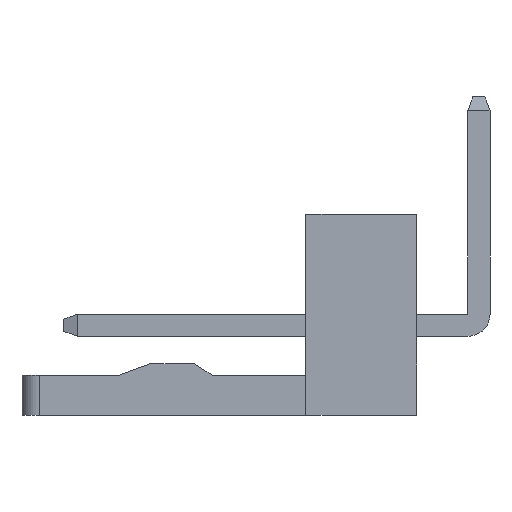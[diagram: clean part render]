
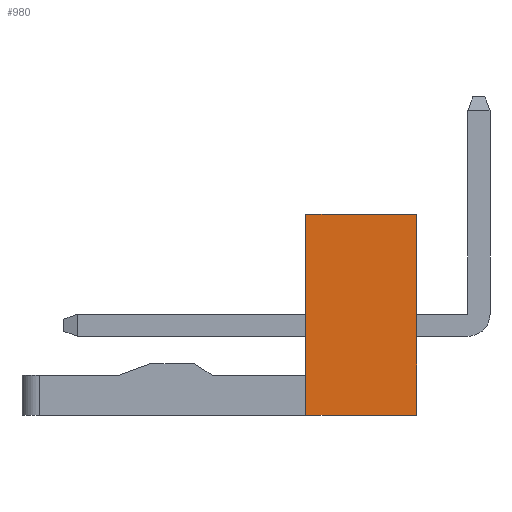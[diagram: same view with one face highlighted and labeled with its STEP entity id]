
A CAD part, left-side view. The second image highlights one B-rep face of the part: STEP entity #980.
In plain terms, the highlighted planar face has unit normal (-1, 0, 0).
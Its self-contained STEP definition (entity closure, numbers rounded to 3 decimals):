
#296 = CARTESIAN_POINT ( 'NONE',  ( 31.523, 42.349, 0. ) ) ;
#299 = DIRECTION ( 'NONE',  ( 0., -1., 0. ) ) ;
#300 = CARTESIAN_POINT ( 'NONE',  ( 31.523, 42.349, 0. ) ) ;
#302 = DIRECTION ( 'NONE',  ( 0., 1., 0. ) ) ;
#304 = CARTESIAN_POINT ( 'NONE',  ( 31.523, 53.751, -5.8 ) ) ;
#305 = DIRECTION ( 'NONE',  ( 0., 0., 1. ) ) ;
#307 = CARTESIAN_POINT ( 'NONE',  ( 31.523, 45.547, 0. ) ) ;
#316 = CARTESIAN_POINT ( 'NONE',  ( 31.523, 45.547, -5.8 ) ) ;
#465 = CARTESIAN_POINT ( 'NONE',  ( 31.523, 42.349, -5.8 ) ) ;
#506 = DIRECTION ( 'NONE',  ( 0., 0., -1. ) ) ;
#507 = DIRECTION ( 'NONE',  ( 1., 0., 0. ) ) ;
#512 = CARTESIAN_POINT ( 'NONE',  ( 31.523, 0., 0. ) ) ;
#513 = PLANE ( 'NONE',  #592 ) ;
#537 = VERTEX_POINT ( 'NONE', #1721 ) ;
#592 = AXIS2_PLACEMENT_3D ( 'NONE', #512, #507, #506 ) ;
#631 = EDGE_CURVE ( 'NONE', #962, #991, #1299, .T. ) ;
#736 = ORIENTED_EDGE ( 'NONE', *, *, #631, .F. ) ;
#746 = ORIENTED_EDGE ( 'NONE', *, *, #1566, .F. ) ;
#755 = ORIENTED_EDGE ( 'NONE', *, *, #1567, .F. ) ;
#756 = ORIENTED_EDGE ( 'NONE', *, *, #1565, .F. ) ;
#952 = VERTEX_POINT ( 'NONE', #316 ) ;
#962 = VERTEX_POINT ( 'NONE', #296 ) ;
#980 = ADVANCED_FACE ( 'NONE', ( #1380 ), #513, .F. ) ;
#991 = VERTEX_POINT ( 'NONE', #465 ) ;
#1087 = EDGE_LOOP ( 'NONE', ( #756, #746, #736, #755 ) ) ;
#1296 = VECTOR ( 'NONE', #1823, 1000. ) ;
#1299 = LINE ( 'NONE', #1802, #1296 ) ;
#1380 = FACE_OUTER_BOUND ( 'NONE', #1087, .T. ) ;
#1463 = LINE ( 'NONE', #307, #1466 ) ;
#1465 = LINE ( 'NONE', #304, #1468 ) ;
#1466 = VECTOR ( 'NONE', #305, 1000. ) ;
#1467 = LINE ( 'NONE', #300, #1470 ) ;
#1468 = VECTOR ( 'NONE', #302, 1000. ) ;
#1470 = VECTOR ( 'NONE', #299, 1000. ) ;
#1565 = EDGE_CURVE ( 'NONE', #952, #537, #1463, .T. ) ;
#1566 = EDGE_CURVE ( 'NONE', #991, #952, #1465, .T. ) ;
#1567 = EDGE_CURVE ( 'NONE', #537, #962, #1467, .T. ) ;
#1721 = CARTESIAN_POINT ( 'NONE',  ( 31.523, 45.547, 0. ) ) ;
#1802 = CARTESIAN_POINT ( 'NONE',  ( 31.523, 42.349, -5.8 ) ) ;
#1823 = DIRECTION ( 'NONE',  ( 0., 0., -1. ) ) ;
